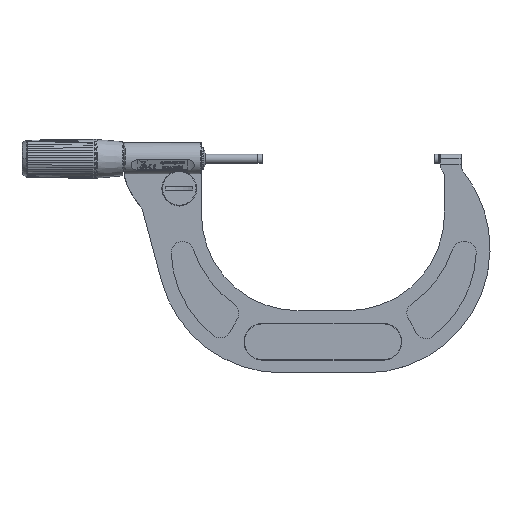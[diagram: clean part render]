
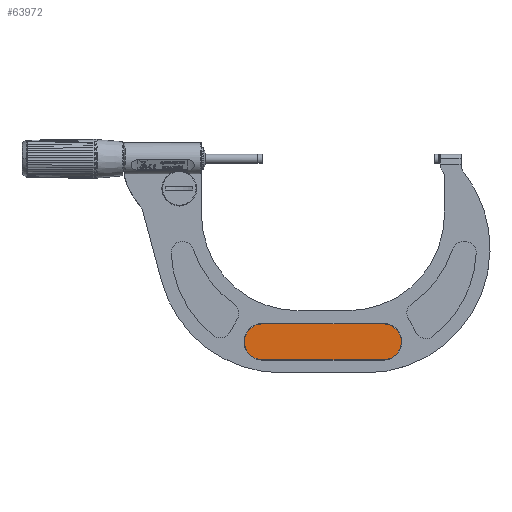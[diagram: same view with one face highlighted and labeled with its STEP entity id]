
A CAD part, top view. The second image highlights one B-rep face of the part: STEP entity #63972.
In plain terms, the highlighted planar face has unit normal (0, 0, 1).
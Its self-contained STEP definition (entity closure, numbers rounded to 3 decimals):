
#63855=CARTESIAN_POINT('',(0.,0.,3.));
#63856=DIRECTION('',(0.,0.,1.));
#63857=DIRECTION('',(0.,1.,0.));
#63858=AXIS2_PLACEMENT_3D('',#63855,#63856,#63857);
#63860=DIRECTION('',(-1.,0.,0.));
#63861=VECTOR('',#63860,87.6);
#63862=CARTESIAN_POINT('',(87.6,13.,3.));
#63863=LINE('',#63862,#63861);
#63864=CARTESIAN_POINT('',(87.6,0.,3.));
#63865=DIRECTION('',(0.,0.,1.));
#63866=DIRECTION('',(0.,-1.,0.));
#63867=AXIS2_PLACEMENT_3D('',#63864,#63865,#63866);
#63869=DIRECTION('',(1.,0.,0.));
#63870=VECTOR('',#63869,87.6);
#63871=CARTESIAN_POINT('',(0.,-13.,3.));
#63872=LINE('',#63871,#63870);
#63881=CARTESIAN_POINT('',(0.,13.,3.));
#63882=CARTESIAN_POINT('',(0.,-13.,3.));
#63883=VERTEX_POINT('',#63881);
#63884=VERTEX_POINT('',#63882);
#63885=CARTESIAN_POINT('',(87.6,-13.,3.));
#63886=VERTEX_POINT('',#63885);
#63887=CARTESIAN_POINT('',(87.6,13.,3.));
#63888=VERTEX_POINT('',#63887);
#63961=CARTESIAN_POINT('',(0.,0.,3.));
#63962=DIRECTION('',(0.,0.,1.));
#63963=DIRECTION('',(1.,0.,0.));
#63964=AXIS2_PLACEMENT_3D('',#63961,#63962,#63963);
#63965=PLANE('',#63964);
#63966=ORIENTED_EDGE('',*,*,#63913,.F.);
#63967=ORIENTED_EDGE('',*,*,#63928,.F.);
#63968=ORIENTED_EDGE('',*,*,#63942,.F.);
#63969=ORIENTED_EDGE('',*,*,#63955,.F.);
#63970=EDGE_LOOP('',(#63966,#63967,#63968,#63969));
#63971=FACE_OUTER_BOUND('',#63970,.F.);
#63972=ADVANCED_FACE('',(#63971),#63965,.T.);
#63859=CIRCLE('',#63858,13.);
#63868=CIRCLE('',#63867,13.);
#63913=EDGE_CURVE('',#63883,#63884,#63859,.T.);
#63928=EDGE_CURVE('',#63888,#63883,#63863,.T.);
#63942=EDGE_CURVE('',#63886,#63888,#63868,.T.);
#63955=EDGE_CURVE('',#63884,#63886,#63872,.T.);
